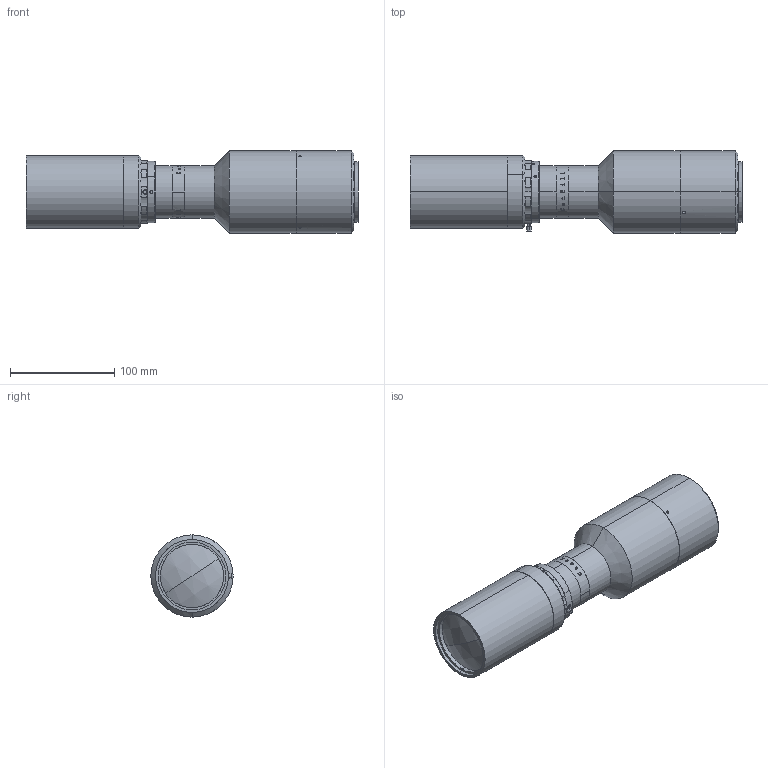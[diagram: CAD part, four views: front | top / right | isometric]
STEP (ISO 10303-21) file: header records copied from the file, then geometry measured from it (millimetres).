
FILE_DESCRIPTION (( 'STEP AP203' ), '1' );
FILE_NAME ('XF-PTL04544-M58-11.48-VI.STEP', '2019-05-27T06:52:11', ( 'canrill005' ), ( '' ), 'SwSTEP 2.0', 'SolidWorks 2014', '' );
FILE_SCHEMA (( 'CONFIG_CONTROL_DESIGN' ));
Length unit declared in the file: millimetre
Products named in the file (2): XF-PTL04544-M58-11.48-VI
Bounding box: 318.99 x 79 x 79 mm (x, y, z)
Surface area: 101264.2 mm2 (no closed solid volume)
Topology: 0 solids, 35 shells, 173 faces, 1054 edges, 911 vertices
Faces by surface type: cylinder 94, plane 40, cone 28, bspline 9, sphere 2
Entity records: 18587 total; most frequent: CARTESIAN_POINT 11051, DIRECTION 1365, ORIENTED_EDGE 1337, EDGE_CURVE 1054, VERTEX_POINT 911, AXIS2_PLACEMENT_3D 527, B_SPLINE_CURVE_WITH_KNOTS 382, CIRCLE 361
